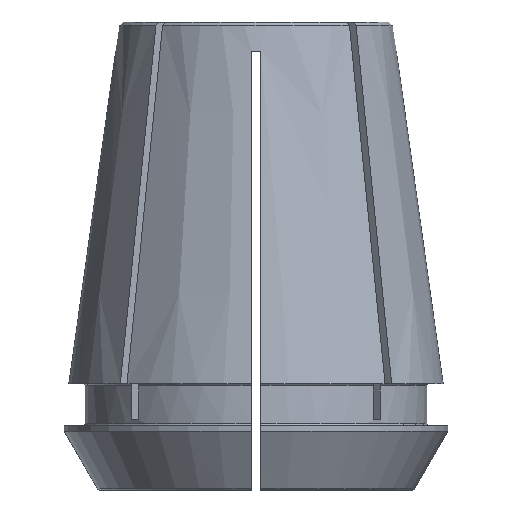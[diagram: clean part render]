
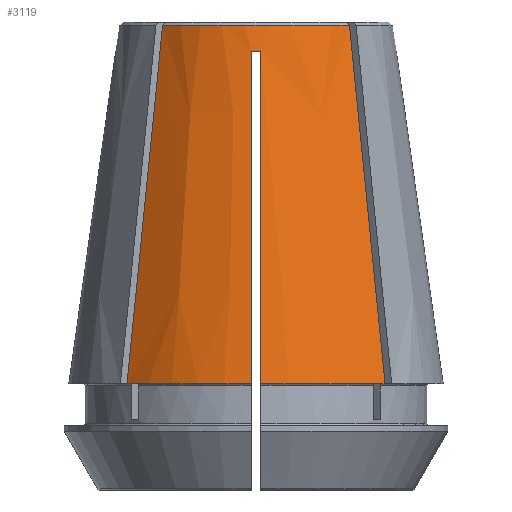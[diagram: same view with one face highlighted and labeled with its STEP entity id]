
A CAD part, front view. The second image highlights one B-rep face of the part: STEP entity #3119.
In plain terms, the highlighted conical face has half-angle 8 degrees and reference radius 11.657 mm.
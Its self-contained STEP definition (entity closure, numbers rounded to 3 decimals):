
#47=B_SPLINE_CURVE_WITH_KNOTS('',3,(#5220,#5221,#5222,#5223,#5224,#5225,
#5226),.UNSPECIFIED.,.F.,.F.,(4,3,4),(0.,0.021,
0.031),.UNSPECIFIED.);
#52=B_SPLINE_CURVE_WITH_KNOTS('',3,(#5288,#5289,#5290,#5291,#5292,#5293,
#5294,#5295,#5296,#5297),.UNSPECIFIED.,.F.,.F.,(4,3,3,4),(0.018,
0.022,0.044,0.047),.UNSPECIFIED.);
#60=B_SPLINE_CURVE_WITH_KNOTS('',3,(#5449,#5450,#5451,#5452),
 .UNSPECIFIED.,.F.,.F.,(4,4),(0.,0.031),
 .UNSPECIFIED.);
#61=B_SPLINE_CURVE_WITH_KNOTS('',3,(#5455,#5456,#5457,#5458,#5459,#5460,
#5461,#5462,#5463,#5464),.UNSPECIFIED.,.F.,.F.,(4,3,3,4),(0.018,
0.022,0.044,0.047),.UNSPECIFIED.);
#100=CONICAL_SURFACE('',#3434,11.657,0.14);
#1384=ORIENTED_EDGE('',*,*,#2103,.T.);
#1385=ORIENTED_EDGE('',*,*,#2104,.T.);
#1386=ORIENTED_EDGE('',*,*,#2101,.F.);
#1387=ORIENTED_EDGE('',*,*,#2015,.T.);
#1388=ORIENTED_EDGE('',*,*,#2105,.T.);
#1389=ORIENTED_EDGE('',*,*,#2106,.F.);
#1390=ORIENTED_EDGE('',*,*,#2045,.F.);
#1391=ORIENTED_EDGE('',*,*,#2042,.T.);
#2015=EDGE_CURVE('',#2409,#2408,#47,.T.);
#2042=EDGE_CURVE('',#2428,#2427,#52,.T.);
#2045=EDGE_CURVE('',#2428,#2430,#2606,.T.);
#2101=EDGE_CURVE('',#2409,#2463,#2617,.T.);
#2103=EDGE_CURVE('',#2427,#2464,#2618,.T.);
#2104=EDGE_CURVE('',#2464,#2463,#60,.T.);
#2105=EDGE_CURVE('',#2408,#2465,#2619,.T.);
#2106=EDGE_CURVE('',#2430,#2465,#61,.T.);
#2408=VERTEX_POINT('',#5219);
#2409=VERTEX_POINT('',#5227);
#2427=VERTEX_POINT('',#5287);
#2428=VERTEX_POINT('',#5298);
#2430=VERTEX_POINT('',#5304);
#2463=VERTEX_POINT('',#5444);
#2464=VERTEX_POINT('',#5448);
#2465=VERTEX_POINT('',#5454);
#2606=CIRCLE('',#3410,12.009);
#2617=CIRCLE('',#3433,11.699);
#2618=CIRCLE('',#3435,16.);
#2619=CIRCLE('',#3436,16.);
#2759=EDGE_LOOP('',(#1384,#1385,#1386,#1387,#1388,#1389,#1390,#1391));
#2919=FACE_BOUND('',#2759,.T.);
#3119=ADVANCED_FACE('',(#2919),#100,.T.);
#3410=AXIS2_PLACEMENT_3D('',#5303,#4179,#4180);
#3433=AXIS2_PLACEMENT_3D('',#5443,#4263,#4264);
#3434=AXIS2_PLACEMENT_3D('',#5446,#4266,#4267);
#3435=AXIS2_PLACEMENT_3D('',#5447,#4268,#4269);
#3436=AXIS2_PLACEMENT_3D('',#5453,#4270,#4271);
#4179=DIRECTION('',(0.,0.,-1.));
#4180=DIRECTION('',(-1.,0.,0.));
#4263=DIRECTION('',(0.,0.,1.));
#4264=DIRECTION('',(1.,0.,0.));
#4266=DIRECTION('',(0.,0.,-1.));
#4267=DIRECTION('',(-1.,0.,0.));
#4268=DIRECTION('',(0.,0.,1.));
#4269=DIRECTION('',(1.,0.,0.));
#4270=DIRECTION('',(0.,0.,1.));
#4271=DIRECTION('',(1.,0.,0.));
#5219=CARTESIAN_POINT('',(-11.027,-11.593,3.6));
#5220=CARTESIAN_POINT('',(-7.985,-8.55,34.203));
#5221=CARTESIAN_POINT('',(-8.659,-9.225,27.423));
#5222=CARTESIAN_POINT('',(-9.333,-9.899,20.643));
#5223=CARTESIAN_POINT('',(-10.007,-10.573,13.864));
#5224=CARTESIAN_POINT('',(-10.347,-10.913,10.442));
#5225=CARTESIAN_POINT('',(-10.687,-11.253,7.021));
#5226=CARTESIAN_POINT('',(-11.027,-11.593,3.6));
#5227=CARTESIAN_POINT('',(-7.985,-8.55,34.203));
#5287=CARTESIAN_POINT('',(0.4,-15.995,3.6));
#5288=CARTESIAN_POINT('',(0.4,-12.002,32.));
#5289=CARTESIAN_POINT('',(0.4,-12.169,30.811));
#5290=CARTESIAN_POINT('',(0.4,-12.336,29.622));
#5291=CARTESIAN_POINT('',(0.4,-12.503,28.433));
#5292=CARTESIAN_POINT('',(0.4,-13.523,21.184));
#5293=CARTESIAN_POINT('',(0.4,-14.542,13.934));
#5294=CARTESIAN_POINT('',(0.4,-15.561,6.684));
#5295=CARTESIAN_POINT('',(0.4,-15.706,5.656));
#5296=CARTESIAN_POINT('',(0.4,-15.85,4.628));
#5297=CARTESIAN_POINT('',(0.4,-15.995,3.6));
#5298=CARTESIAN_POINT('',(0.4,-12.002,32.));
#5303=CARTESIAN_POINT('',(0.,0.,32.));
#5304=CARTESIAN_POINT('',(-0.4,-12.002,32.));
#5443=CARTESIAN_POINT('',(0.,0.,34.203));
#5444=CARTESIAN_POINT('',(7.985,-8.55,34.203));
#5446=CARTESIAN_POINT('',(0.,0.,34.5));
#5447=CARTESIAN_POINT('',(0.,0.,3.6));
#5448=CARTESIAN_POINT('',(11.027,-11.593,3.6));
#5449=CARTESIAN_POINT('',(11.027,-11.593,3.6));
#5450=CARTESIAN_POINT('',(10.013,-10.579,13.801));
#5451=CARTESIAN_POINT('',(8.999,-9.565,24.002));
#5452=CARTESIAN_POINT('',(7.985,-8.55,34.203));
#5453=CARTESIAN_POINT('',(0.,0.,3.6));
#5454=CARTESIAN_POINT('',(-0.4,-15.995,3.6));
#5455=CARTESIAN_POINT('',(-0.4,-12.002,32.));
#5456=CARTESIAN_POINT('',(-0.4,-12.169,30.811));
#5457=CARTESIAN_POINT('',(-0.4,-12.336,29.622));
#5458=CARTESIAN_POINT('',(-0.4,-12.503,28.433));
#5459=CARTESIAN_POINT('',(-0.4,-13.523,21.184));
#5460=CARTESIAN_POINT('',(-0.4,-14.542,13.934));
#5461=CARTESIAN_POINT('',(-0.4,-15.561,6.684));
#5462=CARTESIAN_POINT('',(-0.4,-15.706,5.656));
#5463=CARTESIAN_POINT('',(-0.4,-15.85,4.628));
#5464=CARTESIAN_POINT('',(-0.4,-15.995,3.6));
